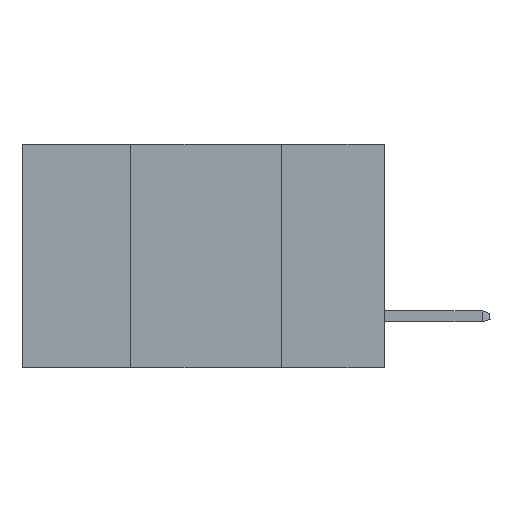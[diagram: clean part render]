
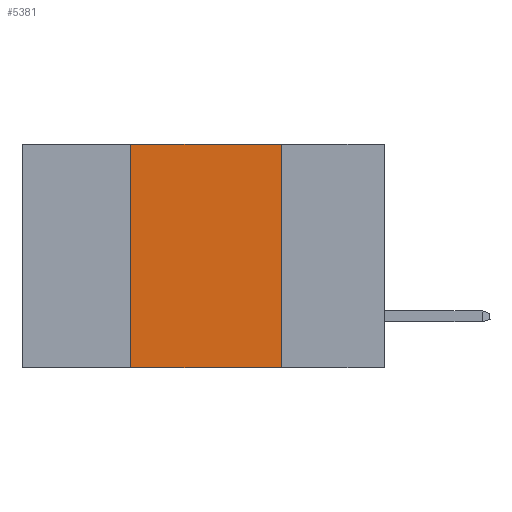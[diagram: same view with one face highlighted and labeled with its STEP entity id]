
A CAD part, left-side view. The second image highlights one B-rep face of the part: STEP entity #5381.
In plain terms, the highlighted planar face has unit normal (-1, 0, 0).
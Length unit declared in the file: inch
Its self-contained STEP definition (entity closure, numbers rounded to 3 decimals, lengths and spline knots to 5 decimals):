
#308 = EDGE_CURVE ( 'NONE', #10882, #7929, #5624, .T. ) ;
#434 = CARTESIAN_POINT ( 'NONE',  ( 0., 0.17, 0. ) ) ;
#945 = PLANE ( 'NONE',  #7283 ) ;
#1160 = VECTOR ( 'NONE', #9616, 39.37008 ) ;
#1270 = DIRECTION ( 'NONE',  ( 0., 0., -1. ) ) ;
#1510 = CARTESIAN_POINT ( 'NONE',  ( 0., 0.17, -0.37 ) ) ;
#1697 = VECTOR ( 'NONE', #10754, 39.37008 ) ;
#1920 = CARTESIAN_POINT ( 'NONE',  ( 0., 0.6, 0. ) ) ;
#2598 = CARTESIAN_POINT ( 'NONE',  ( 0., 0.6, -0.37 ) ) ;
#2849 = ORIENTED_EDGE ( 'NONE', *, *, #8783, .T. ) ;
#2971 = FACE_OUTER_BOUND ( 'NONE', #12839, .T. ) ;
#3353 = CARTESIAN_POINT ( 'NONE',  ( 0., 0.42, -0.37 ) ) ;
#4238 = CARTESIAN_POINT ( 'NONE',  ( 0., 0.6, 0. ) ) ;
#4498 = EDGE_CURVE ( 'NONE', #9213, #10882, #12111, .T. ) ;
#5002 = LINE ( 'NONE', #2598, #1697 ) ;
#5089 = LINE ( 'NONE', #8615, #1160 ) ;
#5096 = CARTESIAN_POINT ( 'NONE',  ( 0., 0.42, 0. ) ) ;
#5381 = ADVANCED_FACE ( 'NONE', ( #2971 ), #945, .F. ) ;
#5624 = LINE ( 'NONE', #12274, #11230 ) ;
#5898 = DIRECTION ( 'NONE',  ( 0., 0., -1. ) ) ;
#6659 = EDGE_CURVE ( 'NONE', #12680, #9213, #5089, .T. ) ;
#7152 = DIRECTION ( 'NONE',  ( 0., -1., 0. ) ) ;
#7283 = AXIS2_PLACEMENT_3D ( 'NONE', #1920, #12015, #5898 ) ;
#7929 = VERTEX_POINT ( 'NONE', #1510 ) ;
#8478 = VECTOR ( 'NONE', #7152, 39.37008 ) ;
#8615 = CARTESIAN_POINT ( 'NONE',  ( 0., 0.42, 0. ) ) ;
#8783 = EDGE_CURVE ( 'NONE', #12680, #7929, #5002, .T. ) ;
#9213 = VERTEX_POINT ( 'NONE', #5096 ) ;
#9244 = ORIENTED_EDGE ( 'NONE', *, *, #308, .F. ) ;
#9616 = DIRECTION ( 'NONE',  ( 0., 0., 1. ) ) ;
#10754 = DIRECTION ( 'NONE',  ( 0., -1., 0. ) ) ;
#10882 = VERTEX_POINT ( 'NONE', #434 ) ;
#11230 = VECTOR ( 'NONE', #1270, 39.37008 ) ;
#11463 = ORIENTED_EDGE ( 'NONE', *, *, #6659, .F. ) ;
#12015 = DIRECTION ( 'NONE',  ( 1., 0., 0. ) ) ;
#12097 = ORIENTED_EDGE ( 'NONE', *, *, #4498, .F. ) ;
#12111 = LINE ( 'NONE', #4238, #8478 ) ;
#12274 = CARTESIAN_POINT ( 'NONE',  ( 0., 0.17, 0. ) ) ;
#12680 = VERTEX_POINT ( 'NONE', #3353 ) ;
#12839 = EDGE_LOOP ( 'NONE', ( #9244, #12097, #11463, #2849 ) ) ;
